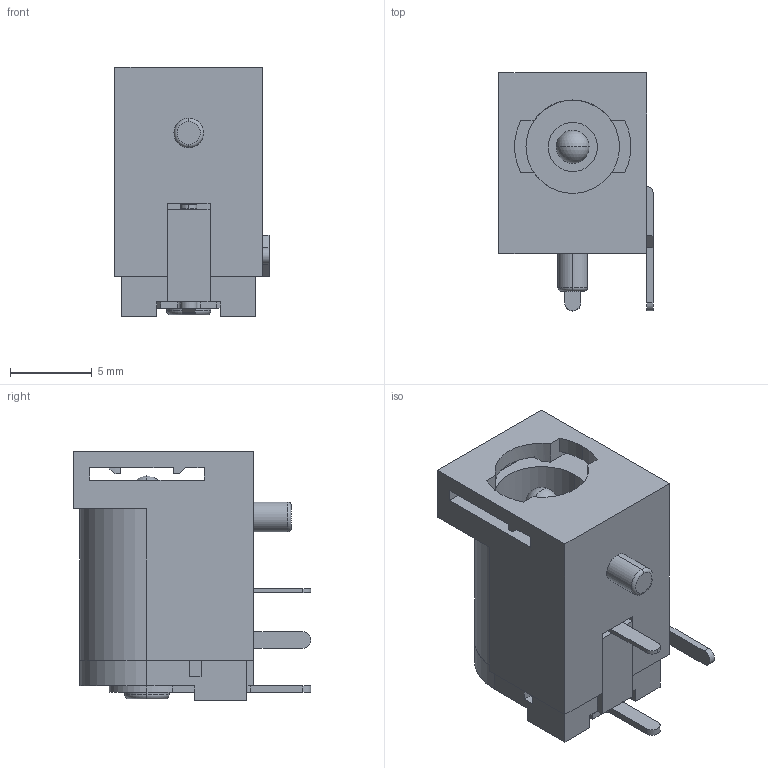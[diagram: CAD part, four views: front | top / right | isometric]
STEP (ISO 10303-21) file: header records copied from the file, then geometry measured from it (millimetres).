
FILE_DESCRIPTION(('STEP AP242'),'1');
FILE_NAME('pj-059ah.stp','2018-10-24T10:50:28',('TraceParts'),('TraceParts S.A.'),'Spatial InterOp 3D',' ',' ');
FILE_SCHEMA(('AP242_MANAGED_MODEL_BASED_3D_ENGINEERING_MIM_LF {1 0 10303 442 1 1 4}'));
Length unit declared in the file: millimetre
Products named in the file (1): pj-059ah_1
Bounding box: 9.4 x 14.5 x 15.2 mm (x, y, z)
Volume: 1001.4 mm3; surface area: 1405.1 mm2
Topology: 5 solids, 5 shells, 133 faces, 345 edges, 227 vertices
Faces by surface type: plane 93, cylinder 32, torus 6, sphere 2
Entity records: 5184 total; most frequent: CARTESIAN_POINT 714, DIRECTION 699, ORIENTED_EDGE 686, EDGE_CURVE 343, LINE 259, VECTOR 259, VERTEX_POINT 227, AXIS2_PLACEMENT_3D 220
